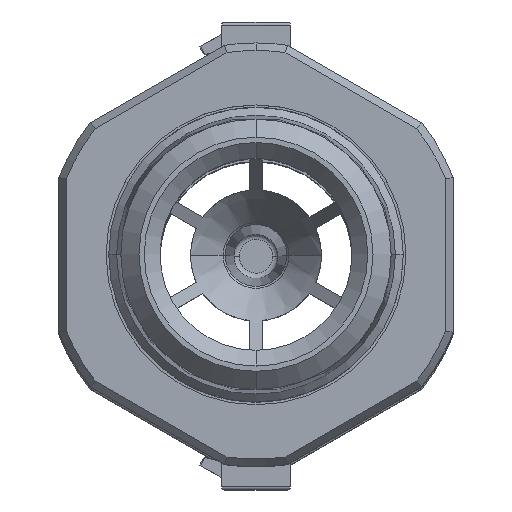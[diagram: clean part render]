
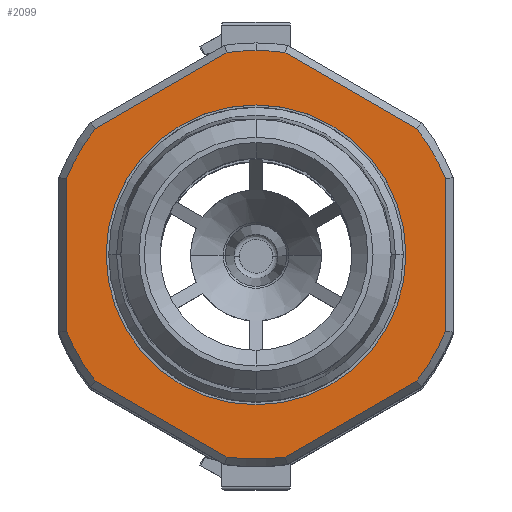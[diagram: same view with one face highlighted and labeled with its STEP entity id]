
A CAD part, top view. The second image highlights one B-rep face of the part: STEP entity #2099.
In plain terms, the highlighted planar face has unit normal (0, 0, 1).
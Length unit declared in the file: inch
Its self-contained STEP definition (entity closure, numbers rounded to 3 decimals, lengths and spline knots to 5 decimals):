
#310 = EDGE_CURVE ( 'NONE', #11185, #15663, #12200, .T. ) ;
#370 = LINE ( 'NONE', #7112, #6979 ) ;
#645 = ORIENTED_EDGE ( 'NONE', *, *, #10880, .F. ) ;
#669 = FACE_OUTER_BOUND ( 'NONE', #15507, .T. ) ;
#695 = EDGE_CURVE ( 'NONE', #14333, #13865, #1220, .T. ) ;
#725 = DIRECTION ( 'NONE',  ( 0., 1., 0. ) ) ;
#770 = LINE ( 'NONE', #10241, #5314 ) ;
#814 = DIRECTION ( 'NONE',  ( 0., -1., 0. ) ) ;
#859 = AXIS2_PLACEMENT_3D ( 'NONE', #12594, #12654, #14052 ) ;
#1040 = DIRECTION ( 'NONE',  ( 0., 0., -1. ) ) ;
#1218 = DIRECTION ( 'NONE',  ( 0.866, -0.5, 0. ) ) ;
#1220 = LINE ( 'NONE', #13941, #7023 ) ;
#1222 = DIRECTION ( 'NONE',  ( 0., 0., -1. ) ) ;
#1459 = DIRECTION ( 'NONE',  ( -1., 0., 0. ) ) ;
#1549 = PLANE ( 'NONE',  #9935 ) ;
#1616 = EDGE_CURVE ( 'NONE', #15565, #14333, #9476, .T. ) ;
#1709 = ORIENTED_EDGE ( 'NONE', *, *, #1616, .F. ) ;
#1736 = CIRCLE ( 'NONE', #15899, 0.7769 ) ;
#1992 = CARTESIAN_POINT ( 'NONE',  ( -0.11025, -0.76904, 4.55174 ) ) ;
#2099 = ADVANCED_FACE ( 'NONE', ( #3369, #669 ), #1549, .F. ) ;
#2108 = CARTESIAN_POINT ( 'NONE',  ( 0.11025, 0.76904, 4.55174 ) ) ;
#2272 = CARTESIAN_POINT ( 'NONE',  ( 0., 0., 4.55174 ) ) ;
#2309 = CARTESIAN_POINT ( 'NONE',  ( -0.61088, 0.48, 4.55174 ) ) ;
#2565 = CIRCLE ( 'NONE', #4109, 0.7769 ) ;
#2734 = CARTESIAN_POINT ( 'NONE',  ( 0.11025, -0.76904, 4.55174 ) ) ;
#3288 = ORIENTED_EDGE ( 'NONE', *, *, #9546, .F. ) ;
#3369 = FACE_BOUND ( 'NONE', #13320, .T. ) ;
#3556 = EDGE_CURVE ( 'NONE', #8438, #14990, #15782, .T. ) ;
#3557 = AXIS2_PLACEMENT_3D ( 'NONE', #2272, #1040, #11433 ) ;
#3596 = ORIENTED_EDGE ( 'NONE', *, *, #15558, .T. ) ;
#3847 = AXIS2_PLACEMENT_3D ( 'NONE', #15271, #8895, #11541 ) ;
#3867 = DIRECTION ( 'NONE',  ( 0., 0., -1. ) ) ;
#3994 = CIRCLE ( 'NONE', #12852, 0.7769 ) ;
#4069 = CARTESIAN_POINT ( 'NONE',  ( -0.11025, -0.76904, 4.55174 ) ) ;
#4109 = AXIS2_PLACEMENT_3D ( 'NONE', #14660, #5540, #4207 ) ;
#4207 = DIRECTION ( 'NONE',  ( -1., 0., 0. ) ) ;
#4484 = VECTOR ( 'NONE', #5382, 39.37008 ) ;
#4757 = ORIENTED_EDGE ( 'NONE', *, *, #310, .F. ) ;
#4963 = VECTOR ( 'NONE', #13639, 39.37008 ) ;
#4967 = CARTESIAN_POINT ( 'NONE',  ( 0., 0., 4.55174 ) ) ;
#5112 = CARTESIAN_POINT ( 'NONE',  ( -0.61088, 0.48, 4.55174 ) ) ;
#5314 = VECTOR ( 'NONE', #1218, 39.37008 ) ;
#5382 = DIRECTION ( 'NONE',  ( 0.866, 0.5, 0. ) ) ;
#5486 = DIRECTION ( 'NONE',  ( 0., 0., -1. ) ) ;
#5499 = ORIENTED_EDGE ( 'NONE', *, *, #5573, .F. ) ;
#5535 = VERTEX_POINT ( 'NONE', #2734 ) ;
#5540 = DIRECTION ( 'NONE',  ( 0., 0., -1. ) ) ;
#5573 = EDGE_CURVE ( 'NONE', #5535, #8438, #1736, .T. ) ;
#5593 = CARTESIAN_POINT ( 'NONE',  ( -0.11025, 0.76904, 4.55174 ) ) ;
#5618 = ORIENTED_EDGE ( 'NONE', *, *, #695, .F. ) ;
#5713 = CARTESIAN_POINT ( 'NONE',  ( 0., 0.7769, 4.55174 ) ) ;
#6037 = DIRECTION ( 'NONE',  ( 0., 0., -1. ) ) ;
#6385 = CARTESIAN_POINT ( 'NONE',  ( 0.61088, 0.48, 4.55174 ) ) ;
#6485 = AXIS2_PLACEMENT_3D ( 'NONE', #9163, #3867, #6574 ) ;
#6569 = VERTEX_POINT ( 'NONE', #8467 ) ;
#6574 = DIRECTION ( 'NONE',  ( -1., 0., 0. ) ) ;
#6862 = DIRECTION ( 'NONE',  ( -1., 0., 0. ) ) ;
#6947 = CIRCLE ( 'NONE', #3847, 0.7769 ) ;
#6979 = VECTOR ( 'NONE', #16312, 39.37008 ) ;
#7023 = VECTOR ( 'NONE', #814, 39.37008 ) ;
#7112 = CARTESIAN_POINT ( 'NONE',  ( 0.61088, -0.48, 4.55174 ) ) ;
#7410 = ORIENTED_EDGE ( 'NONE', *, *, #3556, .F. ) ;
#7738 = VERTEX_POINT ( 'NONE', #5713 ) ;
#7750 = CARTESIAN_POINT ( 'NONE',  ( 0., 0., 4.55174 ) ) ;
#7986 = LINE ( 'NONE', #2309, #4484 ) ;
#8289 = CARTESIAN_POINT ( 'NONE',  ( 0., 0., 4.55174 ) ) ;
#8407 = VECTOR ( 'NONE', #16022, 39.37008 ) ;
#8438 = VERTEX_POINT ( 'NONE', #1992 ) ;
#8467 = CARTESIAN_POINT ( 'NONE',  ( 0.61088, -0.48, 4.55174 ) ) ;
#8886 = EDGE_CURVE ( 'NONE', #6569, #5535, #370, .T. ) ;
#8895 = DIRECTION ( 'NONE',  ( 0., 0., -1. ) ) ;
#8911 = ORIENTED_EDGE ( 'NONE', *, *, #14348, .F. ) ;
#8920 = DIRECTION ( 'NONE',  ( 1., 0., 0. ) ) ;
#8947 = CIRCLE ( 'NONE', #16256, 0.57 ) ;
#8987 = CARTESIAN_POINT ( 'NONE',  ( 0.57, 0., 4.55174 ) ) ;
#9053 = CIRCLE ( 'NONE', #15079, 0.57 ) ;
#9108 = VERTEX_POINT ( 'NONE', #8987 ) ;
#9117 = DIRECTION ( 'NONE',  ( 0., 0., -1. ) ) ;
#9163 = CARTESIAN_POINT ( 'NONE',  ( 0., 0., 4.55174 ) ) ;
#9236 = VERTEX_POINT ( 'NONE', #5593 ) ;
#9476 = CIRCLE ( 'NONE', #6485, 0.7769 ) ;
#9546 = EDGE_CURVE ( 'NONE', #15935, #15565, #770, .T. ) ;
#9862 = CARTESIAN_POINT ( 'NONE',  ( -0.72113, -0.28904, 4.55174 ) ) ;
#9935 = AXIS2_PLACEMENT_3D ( 'NONE', #10957, #5486, #6862 ) ;
#10124 = EDGE_CURVE ( 'NONE', #15663, #11367, #6947, .T. ) ;
#10185 = ORIENTED_EDGE ( 'NONE', *, *, #12725, .F. ) ;
#10241 = CARTESIAN_POINT ( 'NONE',  ( 0.11025, 0.76904, 4.55174 ) ) ;
#10464 = CIRCLE ( 'NONE', #859, 0.7769 ) ;
#10877 = DIRECTION ( 'NONE',  ( 0., 0., -1. ) ) ;
#10880 = EDGE_CURVE ( 'NONE', #14990, #11185, #2565, .T. ) ;
#10957 = CARTESIAN_POINT ( 'NONE',  ( 0., 0., 4.55174 ) ) ;
#11185 = VERTEX_POINT ( 'NONE', #9862 ) ;
#11367 = VERTEX_POINT ( 'NONE', #5112 ) ;
#11388 = CARTESIAN_POINT ( 'NONE',  ( 0., 0., 4.55174 ) ) ;
#11433 = DIRECTION ( 'NONE',  ( -1., 0., 0. ) ) ;
#11541 = DIRECTION ( 'NONE',  ( -1., 0., 0. ) ) ;
#11617 = CARTESIAN_POINT ( 'NONE',  ( 0.72113, -0.28904, 4.55174 ) ) ;
#11622 = EDGE_CURVE ( 'NONE', #16063, #9108, #9053, .T. ) ;
#12133 = ORIENTED_EDGE ( 'NONE', *, *, #10124, .F. ) ;
#12200 = LINE ( 'NONE', #16345, #4963 ) ;
#12583 = ORIENTED_EDGE ( 'NONE', *, *, #8886, .F. ) ;
#12594 = CARTESIAN_POINT ( 'NONE',  ( 0., 0., 4.55174 ) ) ;
#12644 = CARTESIAN_POINT ( 'NONE',  ( -0.61088, -0.48, 4.55174 ) ) ;
#12654 = DIRECTION ( 'NONE',  ( 0., 0., -1. ) ) ;
#12675 = ORIENTED_EDGE ( 'NONE', *, *, #16960, .F. ) ;
#12725 = EDGE_CURVE ( 'NONE', #9236, #7738, #10464, .T. ) ;
#12815 = CARTESIAN_POINT ( 'NONE',  ( 0.72113, 0.28904, 4.55174 ) ) ;
#12852 = AXIS2_PLACEMENT_3D ( 'NONE', #11388, #6037, #725 ) ;
#12853 = EDGE_CURVE ( 'NONE', #11367, #9236, #7986, .T. ) ;
#13320 = EDGE_LOOP ( 'NONE', ( #3596, #16966 ) ) ;
#13397 = CARTESIAN_POINT ( 'NONE',  ( -0.72113, 0.28904, 4.55174 ) ) ;
#13639 = DIRECTION ( 'NONE',  ( 0., 1., 0. ) ) ;
#13865 = VERTEX_POINT ( 'NONE', #11617 ) ;
#13941 = CARTESIAN_POINT ( 'NONE',  ( 0.72113, 0., 4.55174 ) ) ;
#14052 = DIRECTION ( 'NONE',  ( 0., 1., 0. ) ) ;
#14333 = VERTEX_POINT ( 'NONE', #12815 ) ;
#14348 = EDGE_CURVE ( 'NONE', #13865, #6569, #16181, .T. ) ;
#14660 = CARTESIAN_POINT ( 'NONE',  ( 0., 0., 4.55174 ) ) ;
#14990 = VERTEX_POINT ( 'NONE', #12644 ) ;
#15079 = AXIS2_PLACEMENT_3D ( 'NONE', #4967, #9117, #15597 ) ;
#15271 = CARTESIAN_POINT ( 'NONE',  ( 0., 0., 4.55174 ) ) ;
#15507 = EDGE_LOOP ( 'NONE', ( #3288, #12675, #10185, #15735, #12133, #4757, #645, #7410, #5499, #12583, #8911, #5618, #1709 ) ) ;
#15558 = EDGE_CURVE ( 'NONE', #9108, #16063, #8947, .T. ) ;
#15565 = VERTEX_POINT ( 'NONE', #6385 ) ;
#15597 = DIRECTION ( 'NONE',  ( 1., 0., 0. ) ) ;
#15655 = CARTESIAN_POINT ( 'NONE',  ( -0.57, 0., 4.55174 ) ) ;
#15663 = VERTEX_POINT ( 'NONE', #13397 ) ;
#15735 = ORIENTED_EDGE ( 'NONE', *, *, #12853, .F. ) ;
#15782 = LINE ( 'NONE', #4069, #8407 ) ;
#15899 = AXIS2_PLACEMENT_3D ( 'NONE', #8289, #10877, #1459 ) ;
#15935 = VERTEX_POINT ( 'NONE', #2108 ) ;
#16022 = DIRECTION ( 'NONE',  ( -0.866, 0.5, 0. ) ) ;
#16063 = VERTEX_POINT ( 'NONE', #15655 ) ;
#16181 = CIRCLE ( 'NONE', #3557, 0.7769 ) ;
#16256 = AXIS2_PLACEMENT_3D ( 'NONE', #7750, #1222, #8920 ) ;
#16312 = DIRECTION ( 'NONE',  ( -0.866, -0.5, 0. ) ) ;
#16345 = CARTESIAN_POINT ( 'NONE',  ( -0.72113, -0.29456, 4.55174 ) ) ;
#16960 = EDGE_CURVE ( 'NONE', #7738, #15935, #3994, .T. ) ;
#16966 = ORIENTED_EDGE ( 'NONE', *, *, #11622, .T. ) ;
